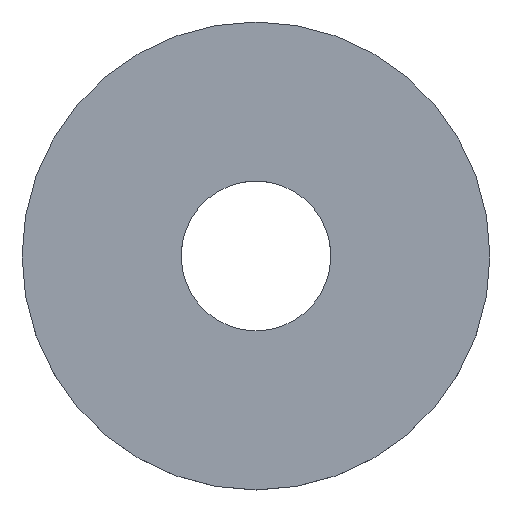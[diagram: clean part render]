
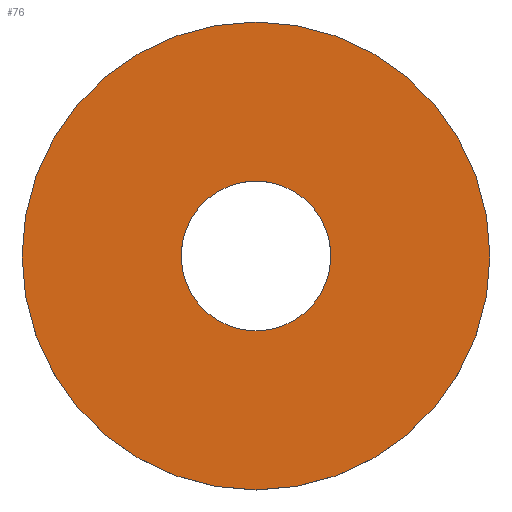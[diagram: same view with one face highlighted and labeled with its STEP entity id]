
A CAD part, top view. The second image highlights one B-rep face of the part: STEP entity #76.
In plain terms, the highlighted planar face has unit normal (0, 0, 1).
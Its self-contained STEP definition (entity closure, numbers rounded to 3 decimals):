
#1 = DIRECTION ( 'NONE',  ( 0., 1., 0. ) ) ;
#4 = CIRCLE ( 'NONE', #74, 12.5 ) ;
#14 = AXIS2_PLACEMENT_3D ( 'NONE', #162, #40, #125 ) ;
#15 = DIRECTION ( 'NONE',  ( 0., 0., -1. ) ) ;
#18 = CARTESIAN_POINT ( 'NONE',  ( 0., 0., 1.8 ) ) ;
#19 = CARTESIAN_POINT ( 'NONE',  ( 0., 12.5, 1.8 ) ) ;
#27 = ORIENTED_EDGE ( 'NONE', *, *, #39, .T. ) ;
#28 = EDGE_LOOP ( 'NONE', ( #27 ) ) ;
#31 = PLANE ( 'NONE',  #14 ) ;
#34 = CIRCLE ( 'NONE', #103, 4. ) ;
#39 = EDGE_CURVE ( 'NONE', #109, #109, #34, .T. ) ;
#40 = DIRECTION ( 'NONE',  ( 0., 0., 1. ) ) ;
#51 = CARTESIAN_POINT ( 'NONE',  ( 0., 4., 1.8 ) ) ;
#74 = AXIS2_PLACEMENT_3D ( 'NONE', #18, #163, #78 ) ;
#76 = ADVANCED_FACE ( 'NONE', ( #126, #149 ), #31, .T. ) ;
#78 = DIRECTION ( 'NONE',  ( 0., 1., 0. ) ) ;
#95 = EDGE_CURVE ( 'NONE', #160, #160, #4, .T. ) ;
#103 = AXIS2_PLACEMENT_3D ( 'NONE', #111, #15, #1 ) ;
#107 = EDGE_LOOP ( 'NONE', ( #132 ) ) ;
#109 = VERTEX_POINT ( 'NONE', #51 ) ;
#111 = CARTESIAN_POINT ( 'NONE',  ( 0., 0., 1.8 ) ) ;
#125 = DIRECTION ( 'NONE',  ( 0., -1., 0. ) ) ;
#126 = FACE_BOUND ( 'NONE', #28, .T. ) ;
#132 = ORIENTED_EDGE ( 'NONE', *, *, #95, .F. ) ;
#149 = FACE_OUTER_BOUND ( 'NONE', #107, .T. ) ;
#160 = VERTEX_POINT ( 'NONE', #19 ) ;
#162 = CARTESIAN_POINT ( 'NONE',  ( 0., 4., 1.8 ) ) ;
#163 = DIRECTION ( 'NONE',  ( 0., 0., -1. ) ) ;
